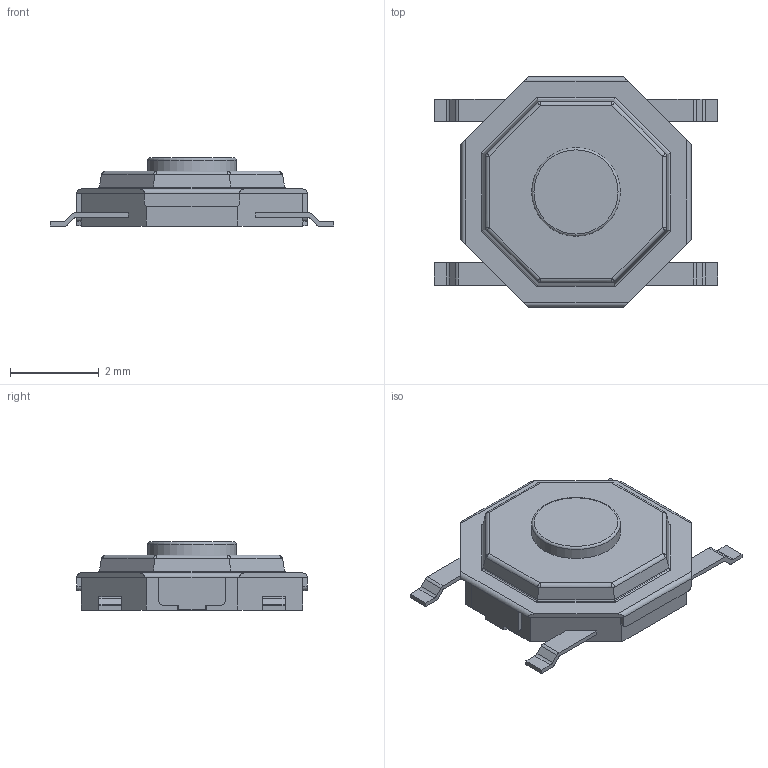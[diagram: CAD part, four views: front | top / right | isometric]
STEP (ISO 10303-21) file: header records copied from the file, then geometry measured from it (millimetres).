
FILE_DESCRIPTION(('FreeCAD Model'),'2;1');
FILE_NAME('SW_SPST_TL3342.step','2018-04-24T16:07:32',( 'fAnDrEs'),(''),'Open CASCADE STEP processor 6.8','FreeCAD', 'Unknown');
FILE_SCHEMA(('AUTOMOTIVE_DESIGN_CC2 { 1 2 10303 214 -1 1 5 4 }'));
Length unit declared in the file: millimetre
Products named in the file (1): SW_SPST_TL3342
Bounding box: 6.4 x 5.2 x 1.54 mm (x, y, z)
Volume: 24.3 mm3; surface area: 87.4 mm2
Topology: 1 solids, 2 shells, 193 faces, 517 edges, 335 vertices
Faces by surface type: plane 139, cylinder 37, bspline 16, torus 1
Full cylindrical faces by diameter (mm): 2 x1
Entity records: 5126 total; most frequent: CARTESIAN_POINT 1429, ORIENTED_EDGE 835, EDGE_CURVE 517, LINE 381, VERTEX_POINT 335, AXIS2_PLACEMENT_3D 240, FACE_BOUND 202, EDGE_LOOP 202
